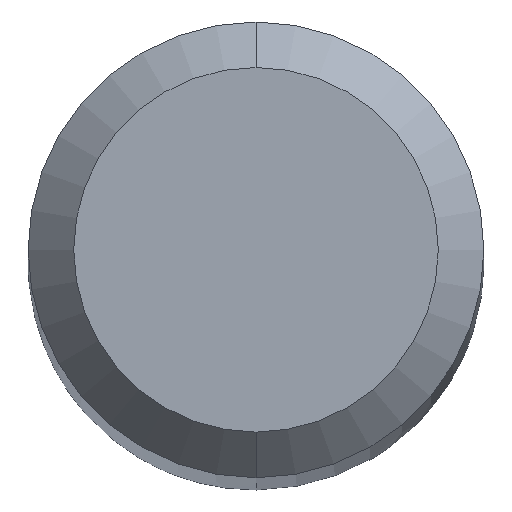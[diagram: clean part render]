
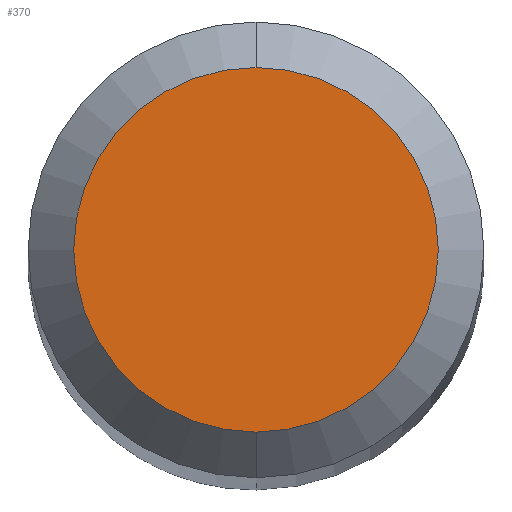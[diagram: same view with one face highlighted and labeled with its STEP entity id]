
A CAD part, top view. The second image highlights one B-rep face of the part: STEP entity #370.
In plain terms, the highlighted planar face has unit normal (0, 0, 1).
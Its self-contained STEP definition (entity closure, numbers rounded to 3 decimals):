
#370=ADVANCED_FACE('',(#845),#846,.T.);
#434=VERTEX_POINT('',#920);
#640=VERTEX_POINT('',#1149);
#668=EDGE_CURVE('',#640,#434,#1177,.T.);
#712=EDGE_CURVE('',#434,#640,#1225,.T.);
#845=FACE_OUTER_BOUND('',#1400,.T.);
#846=PLANE('',#1401);
#920=CARTESIAN_POINT('',(0.0,1.2,0.0));
#1149=CARTESIAN_POINT('',(0.,-1.2,0.0));
#1177=CIRCLE('',#1957,1.2);
#1225=CIRCLE('',#2047,1.2);
#1400=EDGE_LOOP('',(#2160,#2161));
#1401=AXIS2_PLACEMENT_3D('',#2162,#2163,#2164);
#1957=AXIS2_PLACEMENT_3D('',#2546,#2547,#2548);
#2047=AXIS2_PLACEMENT_3D('',#2592,#2593,#2594);
#2160=ORIENTED_EDGE('',*,*,#712,.F.);
#2161=ORIENTED_EDGE('',*,*,#668,.F.);
#2162=CARTESIAN_POINT('',(0.0,0.6,0.0));
#2163=DIRECTION('',(-0.0,0.0,1.0));
#2164=DIRECTION('',(0.0,-1.0,0.0));
#2546=CARTESIAN_POINT('',(0.0,0.0,0.0));
#2547=DIRECTION('',(0.0,0.0,-1.0));
#2548=DIRECTION('',(0.0,1.0,0.0));
#2592=CARTESIAN_POINT('',(0.0,0.0,0.0));
#2593=DIRECTION('',(0.0,0.0,-1.0));
#2594=DIRECTION('',(0.0,1.0,0.0));
